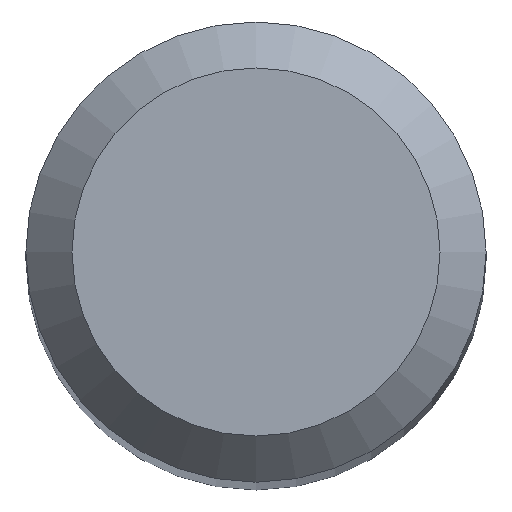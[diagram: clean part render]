
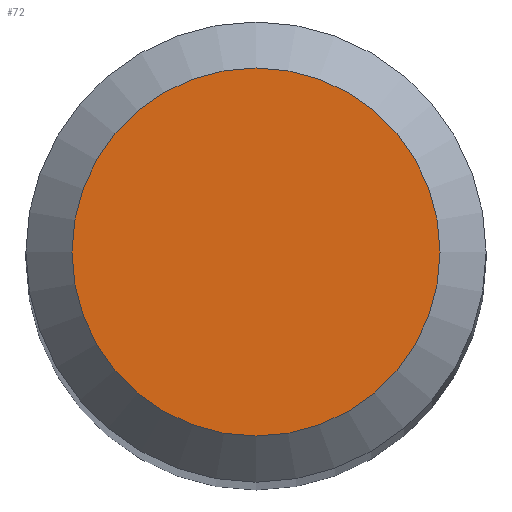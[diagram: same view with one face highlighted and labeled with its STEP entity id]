
A CAD part, top view. The second image highlights one B-rep face of the part: STEP entity #72.
In plain terms, the highlighted planar face has unit normal (0, 0, 1).
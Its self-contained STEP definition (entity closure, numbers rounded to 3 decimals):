
#53=PLANE('',#175);
#72=ADVANCED_FACE('',(#80),#53,.T.);
#80=FACE_OUTER_BOUND('',#88,.T.);
#88=EDGE_LOOP('',(#102));
#102=ORIENTED_EDGE('',*,*,#119,.F.);
#112=VERTEX_POINT('',#249);
#119=EDGE_CURVE('',#112,#112,#126,.T.);
#126=CIRCLE('',#172,1.2);
#172=AXIS2_PLACEMENT_3D('',#248,#201,#202);
#175=AXIS2_PLACEMENT_3D('',#253,#207,#208);
#201=DIRECTION('',(0.,0.,-1.));
#202=DIRECTION('',(-1.,0.,0.));
#207=DIRECTION('',(0.,0.,1.));
#208=DIRECTION('',(1.,0.,0.));
#248=CARTESIAN_POINT('',(0.,0.,0.));
#249=CARTESIAN_POINT('',(-1.2,0.,0.));
#253=CARTESIAN_POINT('',(1.2,0.,0.));
